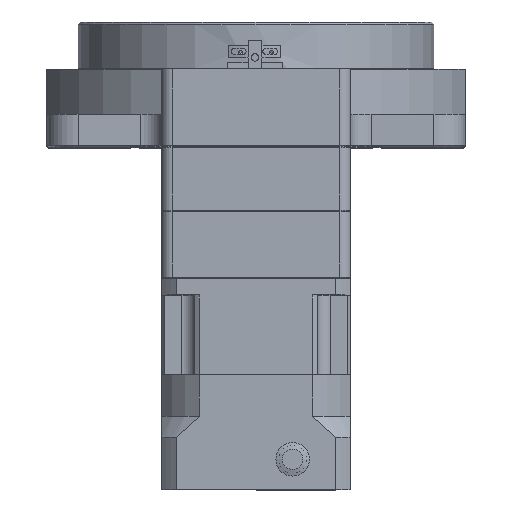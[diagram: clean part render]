
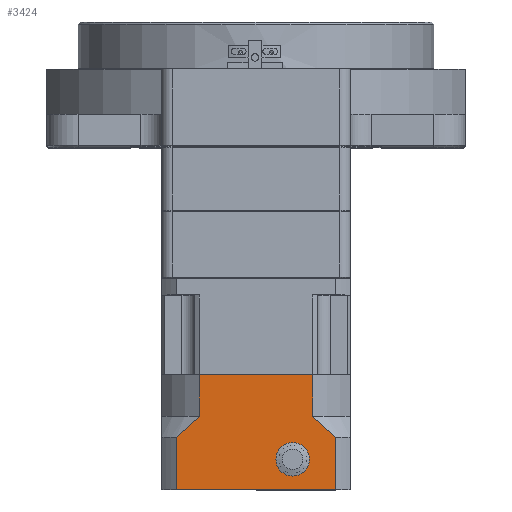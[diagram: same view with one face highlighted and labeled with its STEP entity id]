
A CAD part, top view. The second image highlights one B-rep face of the part: STEP entity #3424.
In plain terms, the highlighted planar face has unit normal (0, 0, 1).
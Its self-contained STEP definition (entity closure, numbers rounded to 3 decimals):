
#3424 = ADVANCED_FACE ( 'NONE', ( #23670, #23624 ), #23615, .F. ) ;
#3651 = CARTESIAN_POINT ( 'NONE',  ( 38.158, -138.5, 140. ) ) ;
#3824 = DIRECTION ( 'NONE',  ( -1., 0., 0. ) ) ;
#3863 = CARTESIAN_POINT ( 'NONE',  ( 0., -108.5, 140. ) ) ;
#3909 = LINE ( 'NONE', #3863, #24572 ) ;
#3937 = B_SPLINE_CURVE_WITH_KNOTS ( 'NONE', 3,
 ( #31022, #30988, #30975, #30940, #30916, #30873 ),
 .UNSPECIFIED., .F., .F.,
 ( 4, 2, 4 ),
 ( 0., 0.007, 0.015 ),
 .UNSPECIFIED. ) ;
#4264 = VERTEX_POINT ( 'NONE', #8048 ) ;
#4553 = CARTESIAN_POINT ( 'NONE',  ( -27.042, -128.5, 140. ) ) ;
#5020 = DIRECTION ( 'NONE',  ( 0., 1., 0. ) ) ;
#5052 = CARTESIAN_POINT ( 'NONE',  ( -27.042, -108.5, 140. ) ) ;
#5062 = LINE ( 'NONE', #5052, #34792 ) ;
#5801 = EDGE_CURVE ( 'NONE', #9477, #4264, #25239, .T. ) ;
#6587 = CARTESIAN_POINT ( 'NONE',  ( -27.042, -128.5, 140. ) ) ;
#6620 = CARTESIAN_POINT ( 'NONE',  ( -28.999, -130.051, 140. ) ) ;
#6649 = CARTESIAN_POINT ( 'NONE',  ( -30.891, -131.673, 140. ) ) ;
#6660 = CARTESIAN_POINT ( 'NONE',  ( -34.587, -135.017, 140. ) ) ;
#6671 = CARTESIAN_POINT ( 'NONE',  ( -36.389, -136.74, 140. ) ) ;
#6714 = CARTESIAN_POINT ( 'NONE',  ( -38.158, -138.5, 140. ) ) ;
#7557 = ORIENTED_EDGE ( 'NONE', *, *, #42182, .F. ) ;
#7814 = ORIENTED_EDGE ( 'NONE', *, *, #21664, .F. ) ;
#8048 = CARTESIAN_POINT ( 'NONE',  ( 38.158, -163.5, 140. ) ) ;
#8648 = CARTESIAN_POINT ( 'NONE',  ( 27.042, -108.5, 140. ) ) ;
#9477 = VERTEX_POINT ( 'NONE', #3651 ) ;
#9532 = EDGE_LOOP ( 'NONE', ( #7814 ) ) ;
#10509 = VERTEX_POINT ( 'NONE', #29467 ) ;
#10681 = ORIENTED_EDGE ( 'NONE', *, *, #5801, .F. ) ;
#10951 = ORIENTED_EDGE ( 'NONE', *, *, #29494, .F. ) ;
#11605 = ORIENTED_EDGE ( 'NONE', *, *, #23457, .F. ) ;
#11656 = ORIENTED_EDGE ( 'NONE', *, *, #19531, .F. ) ;
#12542 = DIRECTION ( 'NONE',  ( -1., 0., 0. ) ) ;
#12580 = CARTESIAN_POINT ( 'NONE',  ( -45., -163.5, 140. ) ) ;
#12592 = LINE ( 'NONE', #12580, #37115 ) ;
#15093 = EDGE_LOOP ( 'NONE', ( #29349, #11605, #11656, #10681, #10951, #42033, #17551, #7557 ) ) ;
#16517 = VERTEX_POINT ( 'NONE', #22139 ) ;
#16623 = DIRECTION ( 'NONE',  ( 0., -1., 0. ) ) ;
#16672 = DIRECTION ( 'NONE',  ( 0., 0., 1. ) ) ;
#16689 = CARTESIAN_POINT ( 'NONE',  ( 17.5, -149., 140. ) ) ;
#17551 = ORIENTED_EDGE ( 'NONE', *, *, #20041, .T. ) ;
#17730 = CARTESIAN_POINT ( 'NONE',  ( 17.5, -155.5, 140. ) ) ;
#17761 = VERTEX_POINT ( 'NONE', #17730 ) ;
#18880 = B_SPLINE_CURVE_WITH_KNOTS ( 'NONE', 3,
 ( #6714, #6671, #6660, #6649, #6620, #6587 ),
 .UNSPECIFIED., .F., .F.,
 ( 4, 2, 4 ),
 ( 0., 0.007, 0.015 ),
 .UNSPECIFIED. ) ;
#19350 = VECTOR ( 'NONE', #35269, 1000. ) ;
#19531 = EDGE_CURVE ( 'NONE', #4264, #39824, #12592, .T. ) ;
#20041 = EDGE_CURVE ( 'NONE', #25166, #16517, #3909, .T. ) ;
#20406 = AXIS2_PLACEMENT_3D ( 'NONE', #16689, #16672, #16623 ) ;
#21664 = EDGE_CURVE ( 'NONE', #17761, #17761, #39233, .T. ) ;
#22139 = CARTESIAN_POINT ( 'NONE',  ( -27.042, -108.5, 140. ) ) ;
#23457 = EDGE_CURVE ( 'NONE', #39824, #10509, #35315, .T. ) ;
#23524 = DIRECTION ( 'NONE',  ( -1., 0., 0. ) ) ;
#23571 = DIRECTION ( 'NONE',  ( 0., 0., -1. ) ) ;
#23577 = CARTESIAN_POINT ( 'NONE',  ( -45., -108.5, 140. ) ) ;
#23615 = PLANE ( 'NONE',  #37377 ) ;
#23624 = FACE_BOUND ( 'NONE', #9532, .T. ) ;
#23670 = FACE_OUTER_BOUND ( 'NONE', #15093, .T. ) ;
#24572 = VECTOR ( 'NONE', #3824, 1000. ) ;
#25097 = DIRECTION ( 'NONE',  ( 0., -1., 0. ) ) ;
#25102 = CARTESIAN_POINT ( 'NONE',  ( 38.158, -108.5, 140. ) ) ;
#25166 = VERTEX_POINT ( 'NONE', #8648 ) ;
#25239 = LINE ( 'NONE', #25102, #35445 ) ;
#28997 = EDGE_CURVE ( 'NONE', #25166, #33985, #36230, .T. ) ;
#29349 = ORIENTED_EDGE ( 'NONE', *, *, #39080, .F. ) ;
#29467 = CARTESIAN_POINT ( 'NONE',  ( -38.158, -138.5, 140. ) ) ;
#29494 = EDGE_CURVE ( 'NONE', #33985, #9477, #3937, .T. ) ;
#29711 = VECTOR ( 'NONE', #36173, 1000. ) ;
#30873 = CARTESIAN_POINT ( 'NONE',  ( 38.158, -138.5, 140. ) ) ;
#30916 = CARTESIAN_POINT ( 'NONE',  ( 36.389, -136.74, 140. ) ) ;
#30940 = CARTESIAN_POINT ( 'NONE',  ( 34.587, -135.017, 140. ) ) ;
#30975 = CARTESIAN_POINT ( 'NONE',  ( 30.891, -131.673, 140. ) ) ;
#30988 = CARTESIAN_POINT ( 'NONE',  ( 28.999, -130.051, 140. ) ) ;
#31022 = CARTESIAN_POINT ( 'NONE',  ( 27.042, -128.5, 140. ) ) ;
#33985 = VERTEX_POINT ( 'NONE', #41128 ) ;
#34792 = VECTOR ( 'NONE', #5020, 1000. ) ;
#35269 = DIRECTION ( 'NONE',  ( 0., 1., 0. ) ) ;
#35280 = CARTESIAN_POINT ( 'NONE',  ( -38.158, -108.5, 140. ) ) ;
#35315 = LINE ( 'NONE', #35280, #19350 ) ;
#35445 = VECTOR ( 'NONE', #25097, 1000. ) ;
#36173 = DIRECTION ( 'NONE',  ( 0., -1., 0. ) ) ;
#36212 = CARTESIAN_POINT ( 'NONE',  ( 27.042, -108.5, 140. ) ) ;
#36230 = LINE ( 'NONE', #36212, #29711 ) ;
#37115 = VECTOR ( 'NONE', #12542, 1000. ) ;
#37377 = AXIS2_PLACEMENT_3D ( 'NONE', #23577, #23571, #23524 ) ;
#39080 = EDGE_CURVE ( 'NONE', #10509, #39241, #18880, .T. ) ;
#39162 = CARTESIAN_POINT ( 'NONE',  ( -38.158, -163.5, 140. ) ) ;
#39233 = CIRCLE ( 'NONE', #20406, 6.5 ) ;
#39241 = VERTEX_POINT ( 'NONE', #4553 ) ;
#39824 = VERTEX_POINT ( 'NONE', #39162 ) ;
#41128 = CARTESIAN_POINT ( 'NONE',  ( 27.042, -128.5, 140. ) ) ;
#42033 = ORIENTED_EDGE ( 'NONE', *, *, #28997, .F. ) ;
#42182 = EDGE_CURVE ( 'NONE', #39241, #16517, #5062, .T. ) ;
